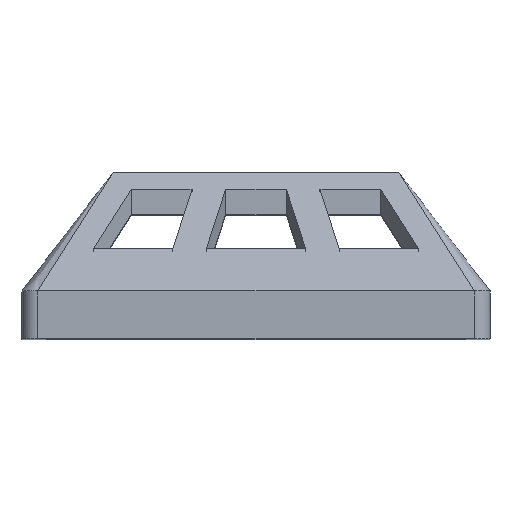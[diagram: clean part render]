
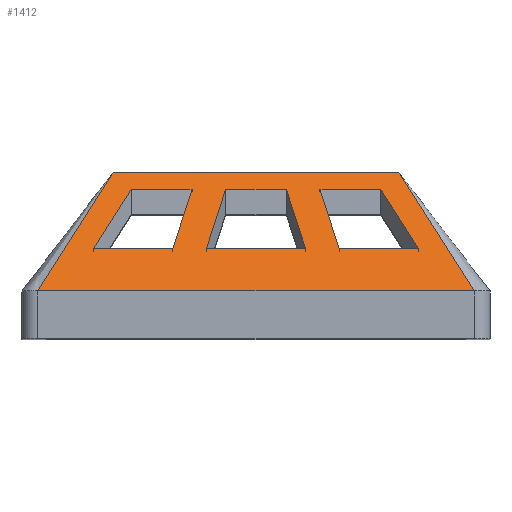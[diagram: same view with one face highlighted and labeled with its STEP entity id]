
A CAD part, top view. The second image highlights one B-rep face of the part: STEP entity #1412.
In plain terms, the highlighted planar face has unit normal (0, 0.682, 0.731).
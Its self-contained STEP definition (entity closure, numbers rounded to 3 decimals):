
#13 = EDGE_CURVE ( 'NONE', #1345, #1455, #1296, .T. ) ;
#30 = EDGE_CURVE ( 'NONE', #1082, #981, #1707, .T. ) ;
#49 = ORIENTED_EDGE ( 'NONE', *, *, #1885, .T. ) ;
#56 = CARTESIAN_POINT ( 'NONE',  ( 10.482, 20.357, 62. ) ) ;
#59 = EDGE_CURVE ( 'NONE', #2377, #2004, #500, .T. ) ;
#127 = CARTESIAN_POINT ( 'NONE',  ( -8.065, 27.857, 55. ) ) ;
#130 = CARTESIAN_POINT ( 'NONE',  ( 20.482, 20.357, 62. ) ) ;
#137 = CARTESIAN_POINT ( 'NONE',  ( 15.732, 27.857, 55. ) ) ;
#145 = CARTESIAN_POINT ( 'NONE',  ( -27.5, 27.857, 55. ) ) ;
#190 = CARTESIAN_POINT ( 'NONE',  ( 22.75, 22.5, 60. ) ) ;
#219 = EDGE_LOOP ( 'NONE', ( #809, #1847, #1278, #49 ) ) ;
#232 = VECTOR ( 'NONE', #2123, 1000. ) ;
#239 = FACE_OUTER_BOUND ( 'NONE', #1103, .T. ) ;
#241 = CARTESIAN_POINT ( 'NONE',  ( 8.065, 27.857, 55. ) ) ;
#266 = VERTEX_POINT ( 'NONE', #130 ) ;
#282 = DIRECTION ( 'NONE',  ( 1., 0., 0. ) ) ;
#312 = CARTESIAN_POINT ( 'NONE',  ( -13.012, 12.505, 69.329 ) ) ;
#337 = CARTESIAN_POINT ( 'NONE',  ( -20.482, 20.357, 62. ) ) ;
#359 = ORIENTED_EDGE ( 'NONE', *, *, #2268, .T. ) ;
#371 = VERTEX_POINT ( 'NONE', #620 ) ;
#378 = CARTESIAN_POINT ( 'NONE',  ( 10.12, 21.479, 60.953 ) ) ;
#454 = DIRECTION ( 'NONE',  ( 0., 0.682, 0.731 ) ) ;
#458 = ORIENTED_EDGE ( 'NONE', *, *, #1060, .T. ) ;
#464 = VERTEX_POINT ( 'NONE', #56 ) ;
#483 = LINE ( 'NONE', #1292, #2567 ) ;
#500 = LINE ( 'NONE', #1309, #232 ) ;
#547 = LINE ( 'NONE', #1362, #2507 ) ;
#555 = CARTESIAN_POINT ( 'NONE',  ( 3.833, 27.857, 55. ) ) ;
#557 = LINE ( 'NONE', #1374, #2438 ) ;
#570 = AXIS2_PLACEMENT_3D ( 'NONE', #2283, #454, #1266 ) ;
#585 = DIRECTION ( 'NONE',  ( -1., 0., 0. ) ) ;
#604 = VERTEX_POINT ( 'NONE', #127 ) ;
#620 = CARTESIAN_POINT ( 'NONE',  ( 6.25, 20.357, 62. ) ) ;
#626 = VERTEX_POINT ( 'NONE', #735 ) ;
#630 = DIRECTION ( 'NONE',  ( 1., 0., 0. ) ) ;
#649 = FACE_BOUND ( 'NONE', #1829, .T. ) ;
#674 = ORIENTED_EDGE ( 'NONE', *, *, #1705, .T. ) ;
#693 = DIRECTION ( 'NONE',  ( -1., 0., 0. ) ) ;
#712 = VECTOR ( 'NONE', #2517, 1000. ) ;
#735 = CARTESIAN_POINT ( 'NONE',  ( 27.5, 15., 67. ) ) ;
#764 = EDGE_CURVE ( 'NONE', #1601, #266, #842, .T. ) ;
#782 = VERTEX_POINT ( 'NONE', #241 ) ;
#794 = CARTESIAN_POINT ( 'NONE',  ( -10.482, 20.357, 62. ) ) ;
#809 = ORIENTED_EDGE ( 'NONE', *, *, #1968, .T. ) ;
#813 = CARTESIAN_POINT ( 'NONE',  ( -22.75, 22.5, 60. ) ) ;
#842 = LINE ( 'NONE', #1652, #2564 ) ;
#881 = VERTEX_POINT ( 'NONE', #894 ) ;
#884 = LINE ( 'NONE', #1696, #712 ) ;
#894 = CARTESIAN_POINT ( 'NONE',  ( -27.5, 15., 67. ) ) ;
#895 = VECTOR ( 'NONE', #630, 1000. ) ;
#902 = LINE ( 'NONE', #1716, #1743 ) ;
#913 = VECTOR ( 'NONE', #282, 1000. ) ;
#936 = VECTOR ( 'NONE', #956, 1000. ) ;
#956 = DIRECTION ( 'NONE',  ( 1., 0., 0. ) ) ;
#981 = VERTEX_POINT ( 'NONE', #337 ) ;
#1002 = DIRECTION ( 'NONE',  ( -0.42, 0.663, -0.619 ) ) ;
#1026 = VECTOR ( 'NONE', #1627, 1000. ) ;
#1060 = EDGE_CURVE ( 'NONE', #464, #782, #2210, .T. ) ;
#1066 = VERTEX_POINT ( 'NONE', #2000 ) ;
#1082 = VERTEX_POINT ( 'NONE', #794 ) ;
#1091 = ORIENTED_EDGE ( 'NONE', *, *, #1983, .T. ) ;
#1103 = EDGE_LOOP ( 'NONE', ( #1375, #674, #2457, #1543 ) ) ;
#1126 = DIRECTION ( 'NONE',  ( -0.229, -0.712, 0.664 ) ) ;
#1145 = ORIENTED_EDGE ( 'NONE', *, *, #764, .T. ) ;
#1156 = VECTOR ( 'NONE', #585, 1000. ) ;
#1192 = DIRECTION ( 'NONE',  ( -0.229, 0.712, -0.664 ) ) ;
#1193 = EDGE_CURVE ( 'NONE', #604, #1082, #2142, .T. ) ;
#1266 = DIRECTION ( 'NONE',  ( 1., 0., 0. ) ) ;
#1278 = ORIENTED_EDGE ( 'NONE', *, *, #30, .T. ) ;
#1292 = CARTESIAN_POINT ( 'NONE',  ( -24.515, 13.989, 67.943 ) ) ;
#1296 = LINE ( 'NONE', #2111, #913 ) ;
#1309 = CARTESIAN_POINT ( 'NONE',  ( -27.5, 27.857, 55. ) ) ;
#1345 = VERTEX_POINT ( 'NONE', #2051 ) ;
#1362 = CARTESIAN_POINT ( 'NONE',  ( -9.003, 11.815, 69.973 ) ) ;
#1374 = CARTESIAN_POINT ( 'NONE',  ( -27.5, 27.857, 55. ) ) ;
#1375 = ORIENTED_EDGE ( 'NONE', *, *, #2158, .T. ) ;
#1412 = ADVANCED_FACE ( 'NONE', ( #239, #1661, #2486, #649 ), #1468, .T. ) ;
#1429 = VECTOR ( 'NONE', #1002, 1000. ) ;
#1455 = VERTEX_POINT ( 'NONE', #1906 ) ;
#1468 = PLANE ( 'NONE',  #570 ) ;
#1543 = ORIENTED_EDGE ( 'NONE', *, *, #2089, .F. ) ;
#1598 = LINE ( 'NONE', #2422, #1156 ) ;
#1601 = VERTEX_POINT ( 'NONE', #137 ) ;
#1627 = DIRECTION ( 'NONE',  ( 0.42, 0.663, -0.619 ) ) ;
#1647 = LINE ( 'NONE', #2469, #895 ) ;
#1652 = CARTESIAN_POINT ( 'NONE',  ( 14.805, 29.32, 53.635 ) ) ;
#1661 = FACE_BOUND ( 'NONE', #219, .T. ) ;
#1696 = CARTESIAN_POINT ( 'NONE',  ( -27.5, 20.357, 62. ) ) ;
#1705 = EDGE_CURVE ( 'NONE', #626, #1455, #2012, .T. ) ;
#1707 = LINE ( 'NONE', #2527, #1976 ) ;
#1716 = CARTESIAN_POINT ( 'NONE',  ( 6.111, 20.788, 61.598 ) ) ;
#1743 = VECTOR ( 'NONE', #2537, 1000. ) ;
#1751 = VECTOR ( 'NONE', #1192, 1000. ) ;
#1769 = CARTESIAN_POINT ( 'NONE',  ( -15.732, 27.857, 55. ) ) ;
#1829 = EDGE_LOOP ( 'NONE', ( #458, #1091, #1145, #2505 ) ) ;
#1847 = ORIENTED_EDGE ( 'NONE', *, *, #1193, .T. ) ;
#1875 = ORIENTED_EDGE ( 'NONE', *, *, #59, .T. ) ;
#1885 = EDGE_CURVE ( 'NONE', #981, #2508, #483, .T. ) ;
#1906 = CARTESIAN_POINT ( 'NONE',  ( 18., 30., 53. ) ) ;
#1920 = EDGE_CURVE ( 'NONE', #2004, #371, #902, .T. ) ;
#1966 = VECTOR ( 'NONE', #1126, 1000. ) ;
#1967 = LINE ( 'NONE', #145, #936 ) ;
#1968 = EDGE_CURVE ( 'NONE', #2508, #604, #1967, .T. ) ;
#1976 = VECTOR ( 'NONE', #693, 1000. ) ;
#1983 = EDGE_CURVE ( 'NONE', #782, #1601, #557, .T. ) ;
#2000 = CARTESIAN_POINT ( 'NONE',  ( -6.25, 20.357, 62. ) ) ;
#2004 = VERTEX_POINT ( 'NONE', #555 ) ;
#2012 = LINE ( 'NONE', #190, #1429 ) ;
#2051 = CARTESIAN_POINT ( 'NONE',  ( -18., 30., 53. ) ) ;
#2058 = EDGE_CURVE ( 'NONE', #266, #464, #1598, .T. ) ;
#2064 = ORIENTED_EDGE ( 'NONE', *, *, #1920, .T. ) ;
#2073 = EDGE_LOOP ( 'NONE', ( #1875, #2064, #359, #2251 ) ) ;
#2089 = EDGE_CURVE ( 'NONE', #881, #1345, #2650, .T. ) ;
#2108 = DIRECTION ( 'NONE',  ( 0.42, 0.663, -0.619 ) ) ;
#2111 = CARTESIAN_POINT ( 'NONE',  ( -18., 30., 53. ) ) ;
#2123 = DIRECTION ( 'NONE',  ( 1., 0., 0. ) ) ;
#2142 = LINE ( 'NONE', #312, #1966 ) ;
#2158 = EDGE_CURVE ( 'NONE', #881, #626, #1647, .T. ) ;
#2179 = DIRECTION ( 'NONE',  ( 0.229, 0.712, -0.664 ) ) ;
#2192 = DIRECTION ( 'NONE',  ( 1., 0., 0. ) ) ;
#2210 = LINE ( 'NONE', #378, #1751 ) ;
#2251 = ORIENTED_EDGE ( 'NONE', *, *, #2485, .T. ) ;
#2268 = EDGE_CURVE ( 'NONE', #371, #1066, #884, .T. ) ;
#2283 = CARTESIAN_POINT ( 'NONE',  ( -27.5, 15., 67. ) ) ;
#2377 = VERTEX_POINT ( 'NONE', #2589 ) ;
#2422 = CARTESIAN_POINT ( 'NONE',  ( -27.5, 20.357, 62. ) ) ;
#2438 = VECTOR ( 'NONE', #2192, 1000. ) ;
#2457 = ORIENTED_EDGE ( 'NONE', *, *, #13, .F. ) ;
#2469 = CARTESIAN_POINT ( 'NONE',  ( -27.5, 15., 67. ) ) ;
#2475 = DIRECTION ( 'NONE',  ( 0.42, -0.663, 0.619 ) ) ;
#2485 = EDGE_CURVE ( 'NONE', #1066, #2377, #547, .T. ) ;
#2486 = FACE_BOUND ( 'NONE', #2073, .T. ) ;
#2505 = ORIENTED_EDGE ( 'NONE', *, *, #2058, .T. ) ;
#2507 = VECTOR ( 'NONE', #2179, 1000. ) ;
#2508 = VERTEX_POINT ( 'NONE', #1769 ) ;
#2517 = DIRECTION ( 'NONE',  ( -1., 0., 0. ) ) ;
#2527 = CARTESIAN_POINT ( 'NONE',  ( -27.5, 20.357, 62. ) ) ;
#2537 = DIRECTION ( 'NONE',  ( 0.229, -0.712, 0.664 ) ) ;
#2564 = VECTOR ( 'NONE', #2475, 1000. ) ;
#2567 = VECTOR ( 'NONE', #2108, 1000. ) ;
#2589 = CARTESIAN_POINT ( 'NONE',  ( -3.833, 27.857, 55. ) ) ;
#2650 = LINE ( 'NONE', #813, #1026 ) ;
